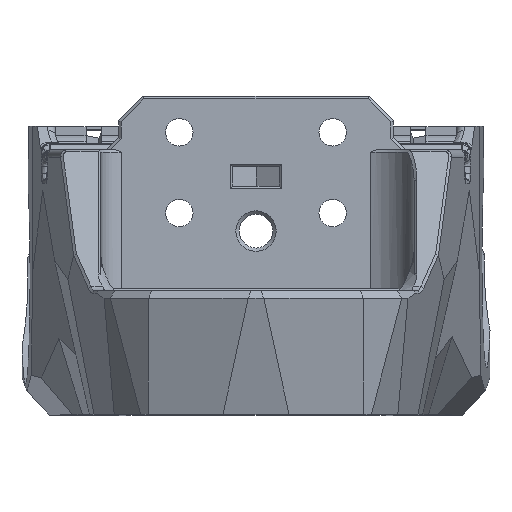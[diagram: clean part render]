
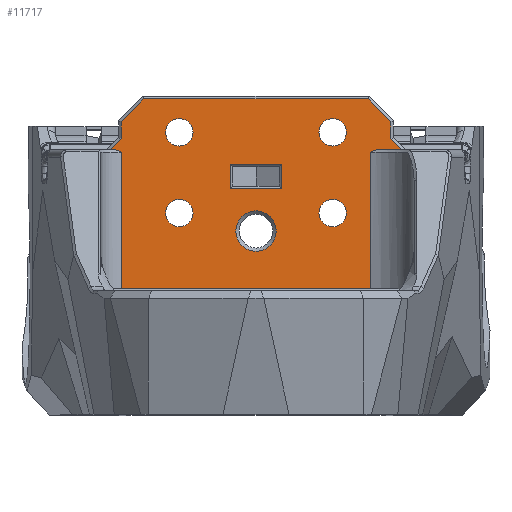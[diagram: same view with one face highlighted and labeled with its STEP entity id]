
A CAD part, top view. The second image highlights one B-rep face of the part: STEP entity #11717.
In plain terms, the highlighted planar face has unit normal (0, 0, 1).
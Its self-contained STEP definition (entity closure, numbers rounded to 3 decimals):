
#56=FACE_BOUND('',#4132,.T.);
#57=FACE_BOUND('',#4133,.T.);
#58=FACE_BOUND('',#4134,.T.);
#59=FACE_BOUND('',#4135,.T.);
#60=FACE_BOUND('',#4136,.T.);
#61=FACE_BOUND('',#4137,.T.);
#279=(
BOUNDED_CURVE()
B_SPLINE_CURVE(2,(#18674,#18675,#18676),.UNSPECIFIED.,.F.,.F.)
B_SPLINE_CURVE_WITH_KNOTS((3,3),(0.864,1.037),
 .UNSPECIFIED.)
CURVE()
GEOMETRIC_REPRESENTATION_ITEM()
RATIONAL_B_SPLINE_CURVE((1.971,2.021,2.053))
REPRESENTATION_ITEM('')
);
#383=CIRCLE('',#12439,1.7);
#385=CIRCLE('',#12442,1.7);
#387=CIRCLE('',#12445,1.7);
#389=CIRCLE('',#12448,1.7);
#403=CIRCLE('',#12483,2.5);
#913=LINE('',#17675,#2093);
#929=LINE('',#17856,#2109);
#1011=LINE('',#18671,#2191);
#1012=LINE('',#18672,#2192);
#1013=LINE('',#18678,#2193);
#1014=LINE('',#18680,#2194);
#1015=LINE('',#18682,#2195);
#1016=LINE('',#18690,#2196);
#1017=LINE('',#18692,#2197);
#1018=LINE('',#18694,#2198);
#1019=LINE('',#18696,#2199);
#1020=LINE('',#18697,#2200);
#1021=LINE('',#18702,#2201);
#1022=LINE('',#18704,#2202);
#1023=LINE('',#18706,#2203);
#1024=LINE('',#18707,#2204);
#2093=VECTOR('',#13919,3.154);
#2109=VECTOR('',#13965,0.667);
#2191=VECTOR('',#14073,2.1);
#2192=VECTOR('',#14074,1.946);
#2193=VECTOR('',#14075,16.89);
#2194=VECTOR('',#14076,30.825);
#2195=VECTOR('',#14077,16.89);
#2196=VECTOR('',#14078,1.946);
#2197=VECTOR('',#14079,2.1);
#2198=VECTOR('',#14080,3.994);
#2199=VECTOR('',#14081,27.751);
#2200=VECTOR('',#14082,3.994);
#2201=VECTOR('',#14085,6.4);
#2202=VECTOR('',#14086,3.);
#2203=VECTOR('',#14087,6.4);
#2204=VECTOR('',#14088,3.);
#3042=PLANE('',#12482);
#3479=FACE_OUTER_BOUND('',#4131,.T.);
#4131=EDGE_LOOP('',(#8893,#8894,#8895,#8896,#8897,#8898,#8899,#8900,#8901,
#8902,#8903,#8904,#8905,#8906));
#4132=EDGE_LOOP('',(#8907));
#4133=EDGE_LOOP('',(#8908));
#4134=EDGE_LOOP('',(#8909));
#4135=EDGE_LOOP('',(#8910));
#4136=EDGE_LOOP('',(#8911));
#4137=EDGE_LOOP('',(#8912,#8913,#8914,#8915));
#4710=B_SPLINE_CURVE_WITH_KNOTS('',3,(#18683,#18684,#18685,#18686,#18687,
#18688),.UNSPECIFIED.,.F.,.F.,(4,2,4),(0.,0.04,
0.08),.UNSPECIFIED.);
#5211=VERTEX_POINT('',#17444);
#5213=VERTEX_POINT('',#17450);
#5215=VERTEX_POINT('',#17456);
#5217=VERTEX_POINT('',#17462);
#5242=VERTEX_POINT('',#17672);
#5243=VERTEX_POINT('',#17674);
#5270=VERTEX_POINT('',#17853);
#5271=VERTEX_POINT('',#17855);
#5365=VERTEX_POINT('',#18669);
#5366=VERTEX_POINT('',#18670);
#5367=VERTEX_POINT('',#18673);
#5368=VERTEX_POINT('',#18677);
#5369=VERTEX_POINT('',#18679);
#5370=VERTEX_POINT('',#18681);
#5371=VERTEX_POINT('',#18689);
#5372=VERTEX_POINT('',#18691);
#5373=VERTEX_POINT('',#18693);
#5374=VERTEX_POINT('',#18695);
#5375=VERTEX_POINT('',#18698);
#5376=VERTEX_POINT('',#18700);
#5377=VERTEX_POINT('',#18701);
#5378=VERTEX_POINT('',#18703);
#5379=VERTEX_POINT('',#18705);
#6504=EDGE_CURVE('',#5211,#5211,#383,.T.);
#6507=EDGE_CURVE('',#5213,#5213,#385,.T.);
#6510=EDGE_CURVE('',#5215,#5215,#387,.T.);
#6513=EDGE_CURVE('',#5217,#5217,#389,.T.);
#6541=EDGE_CURVE('',#5242,#5243,#913,.T.);
#6579=EDGE_CURVE('',#5271,#5270,#929,.T.);
#6687=EDGE_CURVE('',#5365,#5366,#1011,.T.);
#6688=EDGE_CURVE('',#5366,#5271,#1012,.T.);
#6689=EDGE_CURVE('',#5270,#5367,#279,.T.);
#6690=EDGE_CURVE('',#5368,#5367,#1013,.T.);
#6691=EDGE_CURVE('',#5369,#5368,#1014,.T.);
#6692=EDGE_CURVE('',#5369,#5370,#1015,.T.);
#6693=EDGE_CURVE('',#5370,#5243,#4710,.T.);
#6694=EDGE_CURVE('',#5242,#5371,#1016,.T.);
#6695=EDGE_CURVE('',#5371,#5372,#1017,.T.);
#6696=EDGE_CURVE('',#5372,#5373,#1018,.T.);
#6697=EDGE_CURVE('',#5373,#5374,#1019,.T.);
#6698=EDGE_CURVE('',#5374,#5365,#1020,.T.);
#6699=EDGE_CURVE('',#5375,#5375,#403,.T.);
#6700=EDGE_CURVE('',#5376,#5377,#1021,.T.);
#6701=EDGE_CURVE('',#5377,#5378,#1022,.T.);
#6702=EDGE_CURVE('',#5378,#5379,#1023,.T.);
#6703=EDGE_CURVE('',#5379,#5376,#1024,.T.);
#8893=ORIENTED_EDGE('',*,*,#6687,.T.);
#8894=ORIENTED_EDGE('',*,*,#6688,.T.);
#8895=ORIENTED_EDGE('',*,*,#6579,.T.);
#8896=ORIENTED_EDGE('',*,*,#6689,.T.);
#8897=ORIENTED_EDGE('',*,*,#6690,.F.);
#8898=ORIENTED_EDGE('',*,*,#6691,.F.);
#8899=ORIENTED_EDGE('',*,*,#6692,.T.);
#8900=ORIENTED_EDGE('',*,*,#6693,.T.);
#8901=ORIENTED_EDGE('',*,*,#6541,.F.);
#8902=ORIENTED_EDGE('',*,*,#6694,.T.);
#8903=ORIENTED_EDGE('',*,*,#6695,.T.);
#8904=ORIENTED_EDGE('',*,*,#6696,.T.);
#8905=ORIENTED_EDGE('',*,*,#6697,.T.);
#8906=ORIENTED_EDGE('',*,*,#6698,.T.);
#8907=ORIENTED_EDGE('',*,*,#6699,.T.);
#8908=ORIENTED_EDGE('',*,*,#6513,.F.);
#8909=ORIENTED_EDGE('',*,*,#6507,.F.);
#8910=ORIENTED_EDGE('',*,*,#6510,.F.);
#8911=ORIENTED_EDGE('',*,*,#6504,.F.);
#8912=ORIENTED_EDGE('',*,*,#6700,.T.);
#8913=ORIENTED_EDGE('',*,*,#6701,.T.);
#8914=ORIENTED_EDGE('',*,*,#6702,.T.);
#8915=ORIENTED_EDGE('',*,*,#6703,.T.);
#11717=ADVANCED_FACE('',(#3479,#56,#57,#58,#59,#60,#61),#3042,.T.);
#12439=AXIS2_PLACEMENT_3D('',#17445,#13865,#13866);
#12442=AXIS2_PLACEMENT_3D('',#17451,#13872,#13873);
#12445=AXIS2_PLACEMENT_3D('',#17457,#13879,#13880);
#12448=AXIS2_PLACEMENT_3D('',#17463,#13886,#13887);
#12482=AXIS2_PLACEMENT_3D('',#18668,#14071,#14072);
#12483=AXIS2_PLACEMENT_3D('',#18699,#14083,#14084);
#13865=DIRECTION('center_axis',(0.,0.,1.));
#13866=DIRECTION('ref_axis',(1.,0.,0.));
#13872=DIRECTION('center_axis',(0.,0.,1.));
#13873=DIRECTION('ref_axis',(1.,0.,0.));
#13879=DIRECTION('center_axis',(0.,0.,1.));
#13880=DIRECTION('ref_axis',(1.,0.,0.));
#13886=DIRECTION('center_axis',(0.,0.,1.));
#13887=DIRECTION('ref_axis',(1.,0.,0.));
#13919=DIRECTION('',(0.,1.,0.));
#13965=DIRECTION('',(0.,-1.,0.));
#14071=DIRECTION('center_axis',(0.,0.,1.));
#14072=DIRECTION('ref_axis',(1.,0.,0.));
#14073=DIRECTION('',(-1.,0.,0.));
#14074=DIRECTION('',(-0.707,0.707,0.));
#14075=DIRECTION('',(1.,0.,0.));
#14076=DIRECTION('',(0.,1.,0.));
#14077=DIRECTION('',(1.,0.,0.));
#14078=DIRECTION('',(0.707,0.707,0.));
#14079=DIRECTION('',(1.,0.,0.));
#14080=DIRECTION('',(0.707,0.707,0.));
#14081=DIRECTION('',(0.,1.,0.));
#14082=DIRECTION('',(-0.707,0.707,0.));
#14083=DIRECTION('center_axis',(0.,0.,-1.));
#14084=DIRECTION('ref_axis',(1.,0.,0.));
#14085=DIRECTION('',(0.,-1.,0.));
#14086=DIRECTION('',(-1.,0.,0.));
#14087=DIRECTION('',(0.,1.,0.));
#14088=DIRECTION('',(1.,0.,0.));
#17444=CARTESIAN_POINT('',(16.115,9.5,24.7));
#17445=CARTESIAN_POINT('Origin',(14.415,9.5,24.7));
#17450=CARTESIAN_POINT('',(16.115,-9.5,24.7));
#17451=CARTESIAN_POINT('Origin',(14.415,-9.5,24.7));
#17456=CARTESIAN_POINT('',(26.115,-9.5,24.7));
#17457=CARTESIAN_POINT('Origin',(24.415,-9.5,24.7));
#17462=CARTESIAN_POINT('',(26.115,9.5,24.7));
#17463=CARTESIAN_POINT('Origin',(24.415,9.5,24.7));
#17672=CARTESIAN_POINT('',(22.25,-18.076,24.7));
#17674=CARTESIAN_POINT('',(22.25,-14.922,24.7));
#17675=CARTESIAN_POINT('',(22.25,-18.076,24.7));
#17853=CARTESIAN_POINT('',(22.25,17.409,24.7));
#17855=CARTESIAN_POINT('',(22.25,18.076,24.7));
#17856=CARTESIAN_POINT('',(22.25,18.076,24.7));
#18668=CARTESIAN_POINT('Origin',(-2.24,0.008,24.7));
#18669=CARTESIAN_POINT('',(25.725,16.7,24.7));
#18670=CARTESIAN_POINT('',(23.626,16.7,24.7));
#18671=CARTESIAN_POINT('',(25.725,16.7,24.7));
#18672=CARTESIAN_POINT('',(23.626,16.7,24.7));
#18673=CARTESIAN_POINT('',(21.95,16.649,24.7));
#18674=CARTESIAN_POINT('Ctrl Pts',(22.25,17.409,24.7));
#18675=CARTESIAN_POINT('Ctrl Pts',(22.062,17.014,24.7));
#18676=CARTESIAN_POINT('Ctrl Pts',(21.95,16.649,24.7));
#18677=CARTESIAN_POINT('',(5.06,16.649,24.7));
#18678=CARTESIAN_POINT('',(5.06,16.649,24.7));
#18679=CARTESIAN_POINT('',(5.06,-14.176,24.7));
#18680=CARTESIAN_POINT('',(5.06,-14.176,24.7));
#18681=CARTESIAN_POINT('',(21.95,-14.176,24.7));
#18682=CARTESIAN_POINT('',(5.06,-14.176,24.7));
#18683=CARTESIAN_POINT('Ctrl Pts',(21.95,-14.176,24.7));
#18684=CARTESIAN_POINT('Ctrl Pts',(21.996,-14.302,24.7));
#18685=CARTESIAN_POINT('Ctrl Pts',(22.044,-14.427,24.7));
#18686=CARTESIAN_POINT('Ctrl Pts',(22.144,-14.676,24.7));
#18687=CARTESIAN_POINT('Ctrl Pts',(22.196,-14.799,24.7));
#18688=CARTESIAN_POINT('Ctrl Pts',(22.25,-14.922,24.7));
#18689=CARTESIAN_POINT('',(23.626,-16.7,24.7));
#18690=CARTESIAN_POINT('',(22.25,-18.076,24.7));
#18691=CARTESIAN_POINT('',(25.725,-16.7,24.7));
#18692=CARTESIAN_POINT('',(23.626,-16.7,24.7));
#18693=CARTESIAN_POINT('',(28.55,-13.876,24.7));
#18694=CARTESIAN_POINT('',(25.725,-16.7,24.7));
#18695=CARTESIAN_POINT('',(28.55,13.876,24.7));
#18696=CARTESIAN_POINT('',(28.55,-13.876,24.7));
#18697=CARTESIAN_POINT('',(28.55,13.876,24.7));
#18698=CARTESIAN_POINT('',(9.69,0.,24.7));
#18699=CARTESIAN_POINT('Origin',(12.19,0.,24.7));
#18700=CARTESIAN_POINT('',(20.46,3.205,24.7));
#18701=CARTESIAN_POINT('',(20.46,-3.195,24.7));
#18702=CARTESIAN_POINT('',(20.46,3.205,24.7));
#18703=CARTESIAN_POINT('',(17.46,-3.195,24.7));
#18704=CARTESIAN_POINT('',(20.46,-3.195,24.7));
#18705=CARTESIAN_POINT('',(17.46,3.205,24.7));
#18706=CARTESIAN_POINT('',(17.46,-3.195,24.7));
#18707=CARTESIAN_POINT('',(17.46,3.205,24.7));
